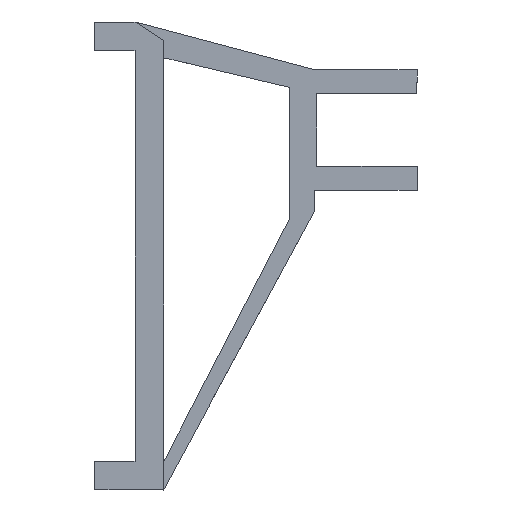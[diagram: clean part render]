
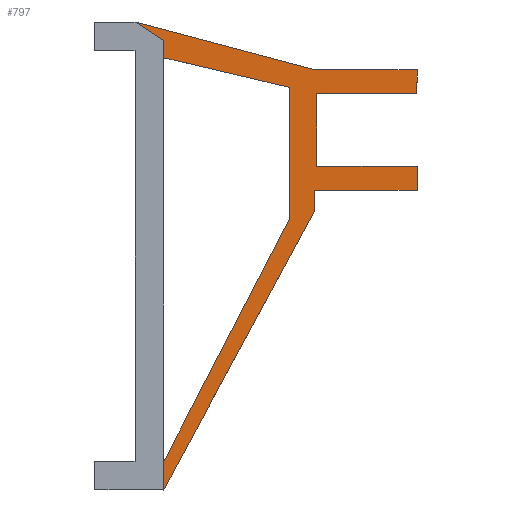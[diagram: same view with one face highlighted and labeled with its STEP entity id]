
A CAD part, front view. The second image highlights one B-rep face of the part: STEP entity #797.
In plain terms, the highlighted planar face has unit normal (0, -1, 0).
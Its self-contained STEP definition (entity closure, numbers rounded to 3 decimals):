
#102=ORIENTED_EDGE('',*,*,#287,.F.);
#103=ORIENTED_EDGE('',*,*,#284,.T.);
#104=ORIENTED_EDGE('',*,*,#281,.T.);
#105=ORIENTED_EDGE('',*,*,#278,.T.);
#106=ORIENTED_EDGE('',*,*,#274,.T.);
#107=ORIENTED_EDGE('',*,*,#302,.T.);
#108=ORIENTED_EDGE('',*,*,#303,.T.);
#109=ORIENTED_EDGE('',*,*,#258,.T.);
#110=ORIENTED_EDGE('',*,*,#304,.T.);
#111=ORIENTED_EDGE('',*,*,#305,.T.);
#112=ORIENTED_EDGE('',*,*,#262,.F.);
#113=ORIENTED_EDGE('',*,*,#306,.F.);
#114=ORIENTED_EDGE('',*,*,#307,.F.);
#115=ORIENTED_EDGE('',*,*,#308,.F.);
#116=ORIENTED_EDGE('',*,*,#301,.F.);
#117=ORIENTED_EDGE('',*,*,#296,.F.);
#118=ORIENTED_EDGE('',*,*,#293,.F.);
#119=ORIENTED_EDGE('',*,*,#290,.F.);
#258=EDGE_CURVE('',#365,#366,#440,.T.);
#262=EDGE_CURVE('',#369,#370,#444,.T.);
#274=EDGE_CURVE('',#381,#382,#448,.T.);
#278=EDGE_CURVE('',#385,#381,#452,.T.);
#281=EDGE_CURVE('',#387,#385,#455,.T.);
#284=EDGE_CURVE('',#389,#387,#458,.T.);
#287=EDGE_CURVE('',#389,#391,#461,.T.);
#290=EDGE_CURVE('',#391,#393,#464,.T.);
#293=EDGE_CURVE('',#393,#395,#467,.T.);
#296=EDGE_CURVE('',#395,#397,#470,.T.);
#301=EDGE_CURVE('',#397,#400,#475,.T.);
#302=EDGE_CURVE('',#382,#401,#476,.T.);
#303=EDGE_CURVE('',#401,#365,#477,.T.);
#304=EDGE_CURVE('',#366,#402,#478,.T.);
#305=EDGE_CURVE('',#402,#370,#479,.T.);
#306=EDGE_CURVE('',#403,#369,#480,.T.);
#307=EDGE_CURVE('',#404,#403,#481,.T.);
#308=EDGE_CURVE('',#400,#404,#482,.T.);
#365=VERTEX_POINT('',#1099);
#366=VERTEX_POINT('',#1100);
#369=VERTEX_POINT('',#1108);
#370=VERTEX_POINT('',#1109);
#381=VERTEX_POINT('',#1137);
#382=VERTEX_POINT('',#1138);
#385=VERTEX_POINT('',#1146);
#387=VERTEX_POINT('',#1152);
#389=VERTEX_POINT('',#1158);
#391=VERTEX_POINT('',#1164);
#393=VERTEX_POINT('',#1170);
#395=VERTEX_POINT('',#1176);
#397=VERTEX_POINT('',#1182);
#400=VERTEX_POINT('',#1189);
#401=VERTEX_POINT('',#1194);
#402=VERTEX_POINT('',#1197);
#403=VERTEX_POINT('',#1200);
#404=VERTEX_POINT('',#1202);
#440=LINE('',#1098,#531);
#444=LINE('',#1107,#535);
#448=LINE('',#1136,#539);
#452=LINE('',#1145,#543);
#455=LINE('',#1151,#546);
#458=LINE('',#1157,#549);
#461=LINE('',#1163,#552);
#464=LINE('',#1169,#555);
#467=LINE('',#1175,#558);
#470=LINE('',#1181,#561);
#475=LINE('',#1191,#566);
#476=LINE('',#1193,#567);
#477=LINE('',#1195,#568);
#478=LINE('',#1196,#569);
#479=LINE('',#1198,#570);
#480=LINE('',#1199,#571);
#481=LINE('',#1201,#572);
#482=LINE('',#1203,#573);
#531=VECTOR('',#895,1000.);
#535=VECTOR('',#901,1000.);
#539=VECTOR('',#931,1000.);
#543=VECTOR('',#937,1000.);
#546=VECTOR('',#942,1000.);
#549=VECTOR('',#947,1000.);
#552=VECTOR('',#952,1000.);
#555=VECTOR('',#957,1000.);
#558=VECTOR('',#962,1000.);
#561=VECTOR('',#967,1000.);
#566=VECTOR('',#974,1000.);
#567=VECTOR('',#977,1000.);
#568=VECTOR('',#978,1000.);
#569=VECTOR('',#979,1000.);
#570=VECTOR('',#980,1000.);
#571=VECTOR('',#981,1000.);
#572=VECTOR('',#982,1000.);
#573=VECTOR('',#983,1000.);
#647=EDGE_LOOP('',(#102,#103,#104,#105,#106,#107,#108,#109,#110,#111,#112,
#113,#114,#115,#116,#117,#118,#119));
#711=FACE_BOUND('',#647,.T.);
#761=PLANE('',#858);
#797=ADVANCED_FACE('',(#711),#761,.T.);
#858=AXIS2_PLACEMENT_3D('',#1192,#975,#976);
#895=DIRECTION('',(0.841,0.,-0.54));
#901=DIRECTION('',(0.,0.,1.));
#931=DIRECTION('',(0.,0.,1.));
#937=DIRECTION('',(1.,0.,0.));
#942=DIRECTION('',(0.,0.,1.));
#947=DIRECTION('',(1.,0.,0.));
#952=DIRECTION('',(0.,0.,-1.));
#957=DIRECTION('',(1.,0.,0.));
#962=DIRECTION('',(0.,0.,-1.));
#967=DIRECTION('',(-1.,0.,0.));
#974=DIRECTION('',(0.,0.,-1.));
#975=DIRECTION('',(0.,-1.,0.));
#976=DIRECTION('',(0.,0.,-1.));
#977=DIRECTION('',(-1.,0.,0.));
#978=DIRECTION('',(-0.966,0.,0.257));
#979=DIRECTION('',(0.,0.,-1.));
#980=DIRECTION('',(0.973,0.,-0.229));
#981=DIRECTION('',(0.46,0.,0.888));
#982=DIRECTION('',(0.,0.,1.));
#983=DIRECTION('',(-0.476,0.,-0.879));
#1098=CARTESIAN_POINT('',(-32.256,-19.978,-30.964));
#1099=CARTESIAN_POINT('',(-122.063,-19.978,26.695));
#1100=CARTESIAN_POINT('',(-116.063,-19.978,22.843));
#1107=CARTESIAN_POINT('',(-90.003,-19.978,-4.582));
#1108=CARTESIAN_POINT('',(-90.003,-19.978,-14.064));
#1109=CARTESIAN_POINT('',(-90.003,-19.978,13.137));
#1136=CARTESIAN_POINT('',(-63.585,-19.978,16.107));
#1137=CARTESIAN_POINT('',(-63.585,-19.978,14.203));
#1138=CARTESIAN_POINT('',(-63.585,-19.978,16.807));
#1145=CARTESIAN_POINT('',(-63.585,-19.978,14.203));
#1146=CARTESIAN_POINT('',(-63.637,-19.978,14.203));
#1151=CARTESIAN_POINT('',(-63.637,-19.978,14.203));
#1152=CARTESIAN_POINT('',(-63.637,-19.978,11.807));
#1157=CARTESIAN_POINT('',(-84.887,-19.978,11.807));
#1158=CARTESIAN_POINT('',(-84.364,-19.978,11.807));
#1163=CARTESIAN_POINT('',(-84.364,-19.978,11.807));
#1164=CARTESIAN_POINT('',(-84.364,-19.978,-3.193));
#1169=CARTESIAN_POINT('',(-63.585,-19.978,-3.193));
#1170=CARTESIAN_POINT('',(-63.585,-19.978,-3.193));
#1175=CARTESIAN_POINT('',(-63.585,-19.978,-8.193));
#1176=CARTESIAN_POINT('',(-63.585,-19.978,-8.193));
#1181=CARTESIAN_POINT('',(-84.887,-19.978,-8.193));
#1182=CARTESIAN_POINT('',(-84.887,-19.978,-8.193));
#1189=CARTESIAN_POINT('',(-84.887,-19.978,-12.547));
#1191=CARTESIAN_POINT('',(-84.887,-19.978,-12.547));
#1192=CARTESIAN_POINT('',(0.,-19.978,0.));
#1193=CARTESIAN_POINT('',(-63.585,-19.978,16.807));
#1194=CARTESIAN_POINT('',(-84.887,-19.978,16.807));
#1195=CARTESIAN_POINT('',(-84.887,-19.978,16.807));
#1196=CARTESIAN_POINT('',(-116.063,-19.978,-70.158));
#1197=CARTESIAN_POINT('',(-116.063,-19.978,19.28));
#1198=CARTESIAN_POINT('',(-122.063,-19.978,20.695));
#1199=CARTESIAN_POINT('',(-116.063,-19.978,-64.305));
#1200=CARTESIAN_POINT('',(-116.063,-19.978,-64.305));
#1201=CARTESIAN_POINT('',(-116.063,-19.978,-64.765));
#1202=CARTESIAN_POINT('',(-116.063,-19.978,-70.158));
#1203=CARTESIAN_POINT('',(-84.887,-19.978,-12.547));
